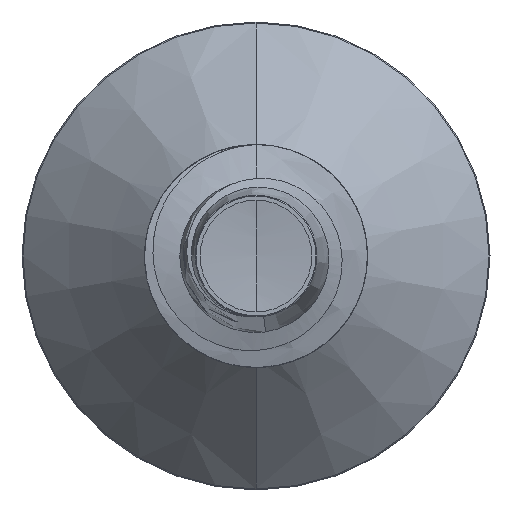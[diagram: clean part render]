
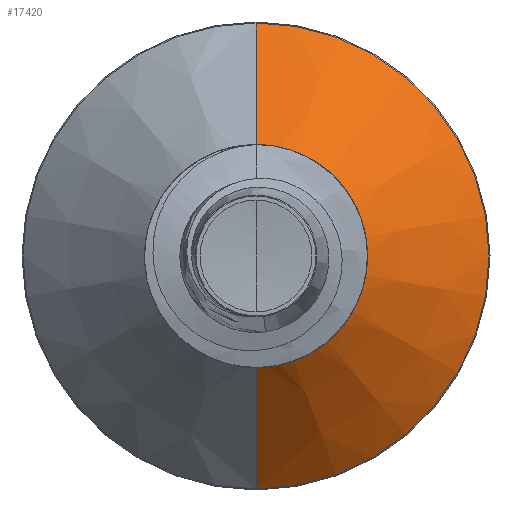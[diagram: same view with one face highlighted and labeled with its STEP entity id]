
A CAD part, front view. The second image highlights one B-rep face of the part: STEP entity #17420.
In plain terms, the highlighted conical face has half-angle 45 degrees and reference radius 1.857 mm.
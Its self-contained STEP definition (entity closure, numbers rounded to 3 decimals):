
#572 = CARTESIAN_POINT ( 'NONE',  ( 0., 19.457, 0. ) ) ;
#623 = ORIENTED_EDGE ( 'NONE', *, *, #23339, .F. ) ;
#1973 = DIRECTION ( 'NONE',  ( 0., 1., 0. ) ) ;
#2565 = CARTESIAN_POINT ( 'NONE',  ( 0., 19.457, -1.857 ) ) ;
#2785 = AXIS2_PLACEMENT_3D ( 'NONE', #15286, #1973, #17155 ) ;
#3088 = DIRECTION ( 'NONE',  ( 0., 0., 1. ) ) ;
#3155 = EDGE_LOOP ( 'NONE', ( #4625, #18915, #623, #20122 ) ) ;
#3438 = LINE ( 'NONE', #21154, #23752 ) ;
#4057 = AXIS2_PLACEMENT_3D ( 'NONE', #572, #16135, #3088 ) ;
#4209 = FACE_OUTER_BOUND ( 'NONE', #3155, .T. ) ;
#4625 = ORIENTED_EDGE ( 'NONE', *, *, #21899, .T. ) ;
#6119 = VECTOR ( 'NONE', #20619, 1000. ) ;
#6814 = CIRCLE ( 'NONE', #2785, 4.182 ) ;
#7128 = DIRECTION ( 'NONE',  ( 0., 1., 0. ) ) ;
#7269 = VERTEX_POINT ( 'NONE', #23209 ) ;
#9658 = CONICAL_SURFACE ( 'NONE', #12673, 1.857, 0.785 ) ;
#12112 = CARTESIAN_POINT ( 'NONE',  ( 0., 21.782, -4.182 ) ) ;
#12637 = VERTEX_POINT ( 'NONE', #2565 ) ;
#12673 = AXIS2_PLACEMENT_3D ( 'NONE', #25486, #7128, #22552 ) ;
#15286 = CARTESIAN_POINT ( 'NONE',  ( 0., 21.782, 0. ) ) ;
#16135 = DIRECTION ( 'NONE',  ( 0., 1., 0. ) ) ;
#17147 = LINE ( 'NONE', #18868, #6119 ) ;
#17155 = DIRECTION ( 'NONE',  ( 0., 0., 1. ) ) ;
#17420 = ADVANCED_FACE ( 'NONE', ( #4209 ), #9658, .T. ) ;
#17506 = CARTESIAN_POINT ( 'NONE',  ( 0., 19.457, 1.857 ) ) ;
#18623 = VERTEX_POINT ( 'NONE', #17506 ) ;
#18868 = CARTESIAN_POINT ( 'NONE',  ( 0., 19.457, -1.857 ) ) ;
#18915 = ORIENTED_EDGE ( 'NONE', *, *, #23346, .T. ) ;
#19690 = CIRCLE ( 'NONE', #4057, 1.857 ) ;
#20010 = VERTEX_POINT ( 'NONE', #12112 ) ;
#20122 = ORIENTED_EDGE ( 'NONE', *, *, #22804, .F. ) ;
#20619 = DIRECTION ( 'NONE',  ( 0., 0.707, -0.707 ) ) ;
#21154 = CARTESIAN_POINT ( 'NONE',  ( 0., 19.457, 1.857 ) ) ;
#21899 = EDGE_CURVE ( 'NONE', #18623, #12637, #19690, .T. ) ;
#22552 = DIRECTION ( 'NONE',  ( 0., 0., 1. ) ) ;
#22804 = EDGE_CURVE ( 'NONE', #18623, #7269, #3438, .T. ) ;
#22815 = DIRECTION ( 'NONE',  ( 0., 0.707, 0.707 ) ) ;
#23209 = CARTESIAN_POINT ( 'NONE',  ( 0., 21.782, 4.182 ) ) ;
#23339 = EDGE_CURVE ( 'NONE', #7269, #20010, #6814, .T. ) ;
#23346 = EDGE_CURVE ( 'NONE', #12637, #20010, #17147, .T. ) ;
#23752 = VECTOR ( 'NONE', #22815, 1000. ) ;
#25486 = CARTESIAN_POINT ( 'NONE',  ( 0., 19.457, 0. ) ) ;
